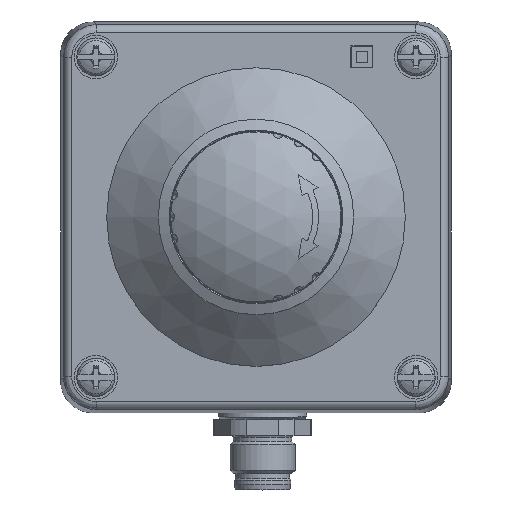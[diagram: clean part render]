
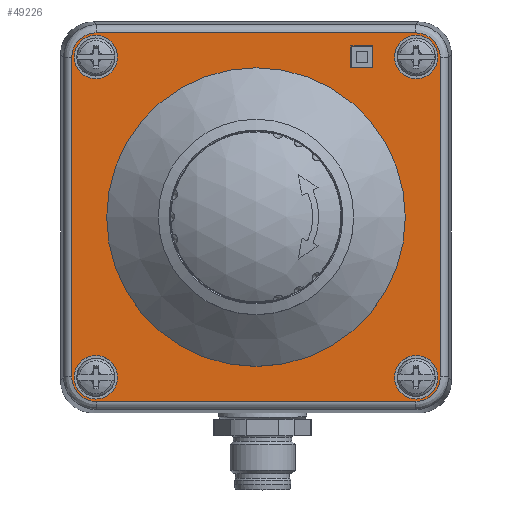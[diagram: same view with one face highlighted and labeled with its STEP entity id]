
A CAD part, top view. The second image highlights one B-rep face of the part: STEP entity #49226.
In plain terms, the highlighted planar face has unit normal (0, 0, 1).
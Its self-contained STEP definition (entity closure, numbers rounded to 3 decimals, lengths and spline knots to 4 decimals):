
#368=ELLIPSE('',#52523,0.4501,0.45);
#369=ELLIPSE('',#52524,0.4501,0.45);
#370=ELLIPSE('',#52525,0.4501,0.45);
#371=ELLIPSE('',#52526,0.4501,0.45);
#2083=FACE_BOUND('',#5725,.T.);
#2084=FACE_BOUND('',#5726,.T.);
#2085=FACE_BOUND('',#5727,.T.);
#2086=FACE_BOUND('',#5728,.T.);
#2087=FACE_BOUND('',#5729,.T.);
#2088=FACE_BOUND('',#5730,.T.);
#2750=FACE_OUTER_BOUND('',#5724,.T.);
#5724=EDGE_LOOP('',(#34193,#34194,#34195,#34196,#34197,#34198,#34199,#34200));
#5725=EDGE_LOOP('',(#34201));
#5726=EDGE_LOOP('',(#34202));
#5727=EDGE_LOOP('',(#34203));
#5728=EDGE_LOOP('',(#34204));
#5729=EDGE_LOOP('',(#34205));
#5730=EDGE_LOOP('',(#34206,#34207,#34208,#34209));
#8627=CIRCLE('',#52089,2.75);
#8854=CIRCLE('',#52527,0.4);
#8855=CIRCLE('',#52528,0.4);
#8856=CIRCLE('',#52529,0.4);
#8857=CIRCLE('',#52530,0.4);
#10424=LINE('',#78459,#15373);
#10428=LINE('',#78466,#15377);
#10431=LINE('',#78472,#15380);
#10433=LINE('',#78475,#15382);
#10458=LINE('',#78530,#15407);
#10459=LINE('',#78534,#15408);
#10460=LINE('',#78538,#15409);
#10461=LINE('',#78542,#15410);
#15373=VECTOR('',#58357,0.405);
#15377=VECTOR('',#58363,0.405);
#15380=VECTOR('',#58368,0.405);
#15382=VECTOR('',#58372,0.405);
#15407=VECTOR('',#58421,5.8866);
#15408=VECTOR('',#58424,5.8866);
#15409=VECTOR('',#58427,5.8866);
#15410=VECTOR('',#58430,5.8866);
#20292=VERTEX_POINT('',#72406);
#20699=VERTEX_POINT('',#78456);
#20700=VERTEX_POINT('',#78458);
#20702=VERTEX_POINT('',#78464);
#20704=VERTEX_POINT('',#78470);
#20721=VERTEX_POINT('',#78528);
#20722=VERTEX_POINT('',#78529);
#20723=VERTEX_POINT('',#78531);
#20724=VERTEX_POINT('',#78533);
#20725=VERTEX_POINT('',#78535);
#20726=VERTEX_POINT('',#78537);
#20727=VERTEX_POINT('',#78539);
#20728=VERTEX_POINT('',#78541);
#20729=VERTEX_POINT('',#78544);
#20730=VERTEX_POINT('',#78546);
#20731=VERTEX_POINT('',#78548);
#20732=VERTEX_POINT('',#78550);
#25293=EDGE_CURVE('',#20292,#20292,#8627,.T.);
#25841=EDGE_CURVE('',#20700,#20699,#10424,.T.);
#25845=EDGE_CURVE('',#20699,#20702,#10428,.T.);
#25848=EDGE_CURVE('',#20702,#20704,#10431,.T.);
#25850=EDGE_CURVE('',#20704,#20700,#10433,.T.);
#25875=EDGE_CURVE('',#20721,#20722,#10458,.T.);
#25876=EDGE_CURVE('',#20723,#20721,#368,.T.);
#25877=EDGE_CURVE('',#20724,#20723,#10459,.T.);
#25878=EDGE_CURVE('',#20725,#20724,#369,.T.);
#25879=EDGE_CURVE('',#20726,#20725,#10460,.T.);
#25880=EDGE_CURVE('',#20727,#20726,#370,.T.);
#25881=EDGE_CURVE('',#20728,#20727,#10461,.T.);
#25882=EDGE_CURVE('',#20722,#20728,#371,.T.);
#25883=EDGE_CURVE('',#20729,#20729,#8854,.T.);
#25884=EDGE_CURVE('',#20730,#20730,#8855,.T.);
#25885=EDGE_CURVE('',#20731,#20731,#8856,.T.);
#25886=EDGE_CURVE('',#20732,#20732,#8857,.T.);
#34193=ORIENTED_EDGE('',*,*,#25875,.F.);
#34194=ORIENTED_EDGE('',*,*,#25876,.F.);
#34195=ORIENTED_EDGE('',*,*,#25877,.F.);
#34196=ORIENTED_EDGE('',*,*,#25878,.F.);
#34197=ORIENTED_EDGE('',*,*,#25879,.F.);
#34198=ORIENTED_EDGE('',*,*,#25880,.F.);
#34199=ORIENTED_EDGE('',*,*,#25881,.F.);
#34200=ORIENTED_EDGE('',*,*,#25882,.F.);
#34201=ORIENTED_EDGE('',*,*,#25293,.T.);
#34202=ORIENTED_EDGE('',*,*,#25883,.T.);
#34203=ORIENTED_EDGE('',*,*,#25884,.T.);
#34204=ORIENTED_EDGE('',*,*,#25885,.T.);
#34205=ORIENTED_EDGE('',*,*,#25886,.T.);
#34206=ORIENTED_EDGE('',*,*,#25841,.T.);
#34207=ORIENTED_EDGE('',*,*,#25845,.T.);
#34208=ORIENTED_EDGE('',*,*,#25848,.T.);
#34209=ORIENTED_EDGE('',*,*,#25850,.T.);
#47263=PLANE('',#52522);
#49226=ADVANCED_FACE('',(#2750,#2083,#2084,#2085,#2086,#2087,#2088),#47263,
 .T.);
#52089=AXIS2_PLACEMENT_3D('',#72407,#57325,#57326);
#52522=AXIS2_PLACEMENT_3D('',#78527,#58419,#58420);
#52523=AXIS2_PLACEMENT_3D('',#78532,#58422,#58423);
#52524=AXIS2_PLACEMENT_3D('',#78536,#58425,#58426);
#52525=AXIS2_PLACEMENT_3D('',#78540,#58428,#58429);
#52526=AXIS2_PLACEMENT_3D('',#78543,#58431,#58432);
#52527=AXIS2_PLACEMENT_3D('',#78545,#58433,#58434);
#52528=AXIS2_PLACEMENT_3D('',#78547,#58435,#58436);
#52529=AXIS2_PLACEMENT_3D('',#78549,#58437,#58438);
#52530=AXIS2_PLACEMENT_3D('',#78551,#58439,#58440);
#57325=DIRECTION('center_axis',(0.,0.,
-1.));
#57326=DIRECTION('ref_axis',(-1.,0.,0.));
#58357=DIRECTION('',(1.,0.,0.));
#58363=DIRECTION('',(0.,-1.,0.));
#58368=DIRECTION('',(-1.,0.,0.));
#58372=DIRECTION('',(0.,1.,0.));
#58419=DIRECTION('center_axis',(0.,0.,
1.));
#58420=DIRECTION('ref_axis',(1.,0.,0.));
#58421=DIRECTION('',(-1.,0.,0.));
#58422=DIRECTION('center_axis',(0.,0.,
-1.));
#58423=DIRECTION('ref_axis',(0.707,-0.707,0.));
#58424=DIRECTION('',(0.,-1.,0.));
#58425=DIRECTION('center_axis',(0.,0.,
-1.));
#58426=DIRECTION('ref_axis',(0.707,0.707,0.));
#58427=DIRECTION('',(1.,0.,0.));
#58428=DIRECTION('center_axis',(0.,0.,
-1.));
#58429=DIRECTION('ref_axis',(-0.707,0.707,0.));
#58430=DIRECTION('',(0.,1.,0.));
#58431=DIRECTION('center_axis',(0.,0.,
-1.));
#58432=DIRECTION('ref_axis',(-0.707,-0.707,0.));
#58433=DIRECTION('center_axis',(0.,0.,
-1.));
#58434=DIRECTION('ref_axis',(-1.,0.,0.));
#58435=DIRECTION('center_axis',(0.,0.,
-1.));
#58436=DIRECTION('ref_axis',(-1.,0.,0.));
#58437=DIRECTION('center_axis',(0.,0.,
-1.));
#58438=DIRECTION('ref_axis',(-1.,0.,0.));
#58439=DIRECTION('center_axis',(0.,0.,
-1.));
#58440=DIRECTION('ref_axis',(-1.,0.,0.));
#72406=CARTESIAN_POINT('',(-3.166,0.9421,5.7884));
#72407=CARTESIAN_POINT('Origin',(-0.416,0.9421,5.7884));
#78456=CARTESIAN_POINT('',(1.7365,4.0946,5.7884));
#78458=CARTESIAN_POINT('',(1.3315,4.0946,5.7884));
#78459=CARTESIAN_POINT('',(0.4578,4.0946,5.7884));
#78464=CARTESIAN_POINT('',(1.7365,3.6896,5.7884));
#78466=CARTESIAN_POINT('',(1.7365,2.5184,5.7884));
#78470=CARTESIAN_POINT('',(1.3315,3.6896,5.7884));
#78472=CARTESIAN_POINT('',(0.6603,3.6896,5.7884));
#78475=CARTESIAN_POINT('',(1.3315,2.3159,5.7884));
#78527=CARTESIAN_POINT('Origin',(-0.416,0.9421,5.7884));
#78528=CARTESIAN_POINT('',(2.5273,-2.4511,5.7884));
#78529=CARTESIAN_POINT('',(-3.3593,-2.4511,5.7884));
#78530=CARTESIAN_POINT('',(1.384,-2.4511,5.7884));
#78531=CARTESIAN_POINT('',(2.9773,-2.0012,5.7884));
#78532=CARTESIAN_POINT('Origin',(2.5272,-2.0011,5.7884));
#78533=CARTESIAN_POINT('',(2.9773,3.8854,5.7884));
#78534=CARTESIAN_POINT('',(2.9773,2.7421,5.7884));
#78535=CARTESIAN_POINT('',(2.5273,4.3354,5.7884));
#78536=CARTESIAN_POINT('Origin',(2.5272,3.8853,5.7884));
#78537=CARTESIAN_POINT('',(-3.3593,4.3354,5.7884));
#78538=CARTESIAN_POINT('',(-2.216,4.3354,5.7884));
#78539=CARTESIAN_POINT('',(-3.8092,3.8854,5.7884));
#78540=CARTESIAN_POINT('Origin',(-3.3592,3.8853,5.7884));
#78541=CARTESIAN_POINT('',(-3.8092,-2.0012,5.7884));
#78542=CARTESIAN_POINT('',(-3.8092,-0.8579,5.7884));
#78543=CARTESIAN_POINT('Origin',(-3.3592,-2.0011,5.7884));
#78544=CARTESIAN_POINT('',(-2.966,3.8921,5.7884));
#78545=CARTESIAN_POINT('Origin',(-3.366,3.8921,5.7884));
#78546=CARTESIAN_POINT('',(2.934,3.8921,5.7884));
#78547=CARTESIAN_POINT('Origin',(2.534,3.8921,5.7884));
#78548=CARTESIAN_POINT('',(2.934,-2.0079,5.7884));
#78549=CARTESIAN_POINT('Origin',(2.534,-2.0079,5.7884));
#78550=CARTESIAN_POINT('',(-2.966,-2.0079,5.7884));
#78551=CARTESIAN_POINT('Origin',(-3.366,-2.0079,5.7884));
